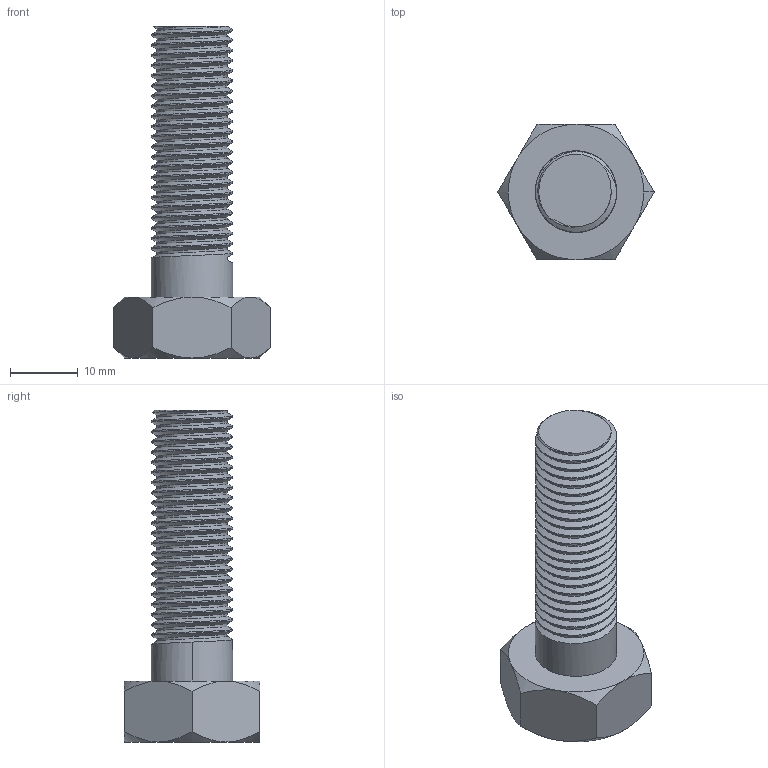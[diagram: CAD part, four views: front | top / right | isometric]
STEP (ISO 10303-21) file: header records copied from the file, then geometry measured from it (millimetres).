
FILE_DESCRIPTION (( 'STEP AP214' ), '1' );
FILE_NAME ('Boulon.STEP', '2025-09-11T22:59:10', ( '' ), ( '' ), 'SwSTEP 2.0', 'SolidWorks 2024', '' );
FILE_SCHEMA (( 'AUTOMOTIVE_DESIGN' ));
Length unit declared in the file: millimetre
Products named in the file (1): Boulon
Bounding box: 23.09 x 20 x 49 mm (x, y, z)
Volume: 7044.6 mm3; surface area: 3413.6 mm2
Topology: 1 solids, 1 shells, 78 faces, 207 edges, 132 vertices
Faces by surface type: cylinder 47, cone 16, plane 12, bspline 3
Entity records: 7930 total; most frequent: CARTESIAN_POINT 6283, ORIENTED_EDGE 414, DIRECTION 247, EDGE_CURVE 207, VERTEX_POINT 132, AXIS2_PLACEMENT_3D 94, EDGE_LOOP 79, B_SPLINE_CURVE_WITH_KNOTS 79
